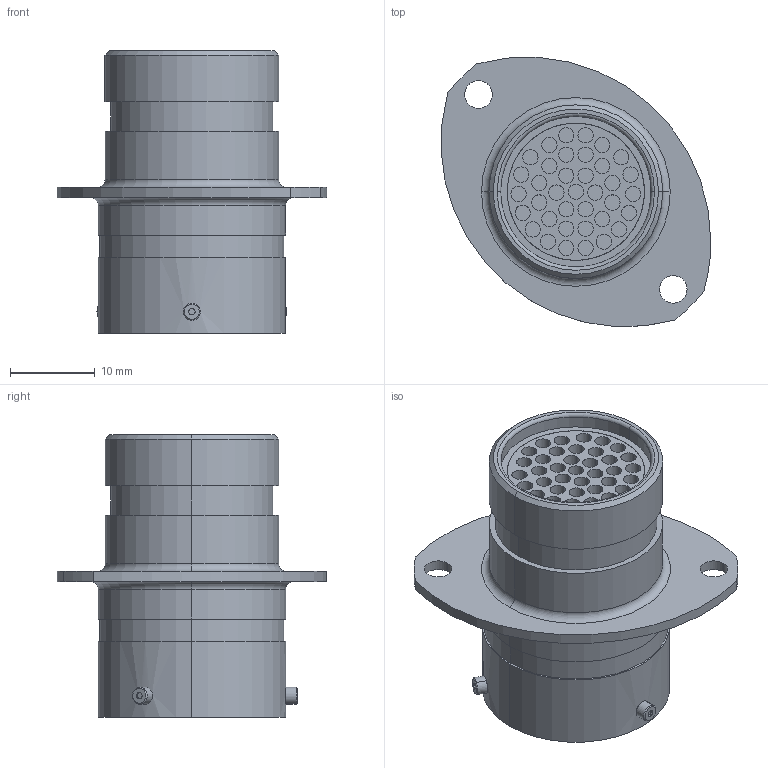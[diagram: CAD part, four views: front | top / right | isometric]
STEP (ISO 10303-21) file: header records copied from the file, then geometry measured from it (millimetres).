
FILE_DESCRIPTION (( 'STEP AP214' ), '1' );
FILE_NAME ('AS014-35SA.STEP', '2013-05-23T14:43:23', ( 'TE Connectivity' ), ( 'TE Connectivity' ), 'SwSTEP 2.0', 'SolidWorks 2011', '' );
FILE_SCHEMA (( 'AUTOMOTIVE_DESIGN' ));
Length unit declared in the file: inch
Products named in the file (1): AS014-35SA
Bounding box: 31.8 x 31.76 x 33.31 mm (x, y, z)
Volume: 9094.6 mm3; surface area: 12496.7 mm2
Topology: 9 solids, 9 shells, 685 faces, 1578 edges, 959 vertices
Faces by surface type: cylinder 248, torus 170, cone 168, plane 87, sphere 12
Entity records: 29186 total; most frequent: DIRECTION 3999, CARTESIAN_POINT 3475, ORIENTED_EDGE 3144, AXIS2_PLACEMENT_3D 1779, EDGE_CURVE 1572, CIRCLE 1093, VERTEX_POINT 959, EDGE_LOOP 903
